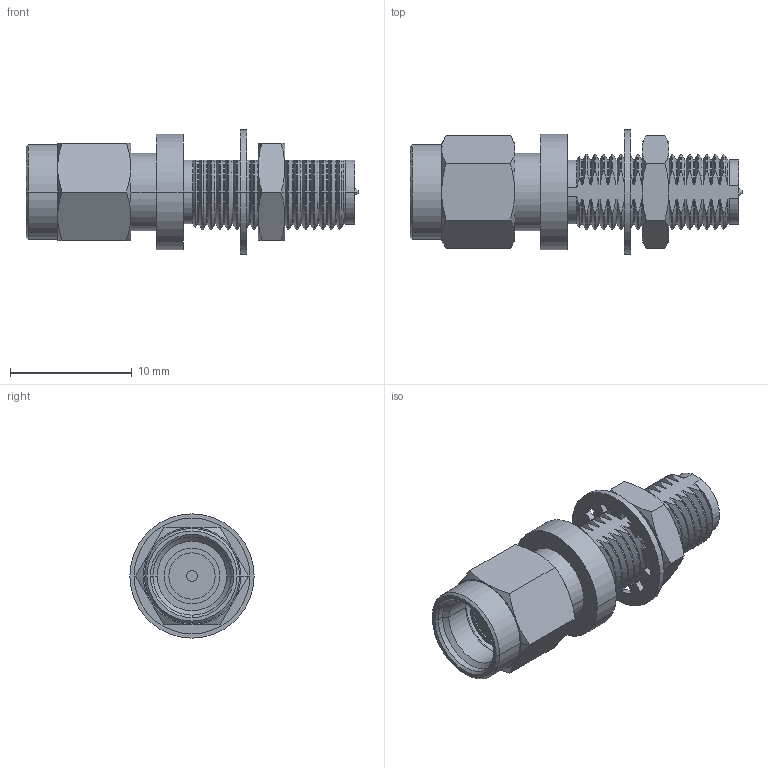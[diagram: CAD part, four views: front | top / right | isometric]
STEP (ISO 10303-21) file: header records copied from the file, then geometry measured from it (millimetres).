
FILE_DESCRIPTION (( 'STEP AP214' ), '1' );
FILE_NAME ('FMAD1732_3D.step', '2024-03-12T21:47:06', ( '' ), ( '' ), 'SwSTEP 2.0', 'SolidWorks 2022', '' );
FILE_SCHEMA (( 'AUTOMOTIVE_DESIGN' ));
Length unit declared in the file: inch
Products named in the file (5): SMA8500-4.stp; ad-a6a9-bfa.stp; AD-A6A9-BFA.stp; SMA8500-5.stp; FMAD1732_3D
Assembly tree (4 placements, depth 3):
  FMAD1732_3D
    ad-a6a9-bfa.stp
      AD-A6A9-BFA.stp
      SMA8500-4.stp
      SMA8500-5.stp
Bounding box: 27.25 x 10.2 x 10.2 mm (x, y, z)
Volume: 974.3 mm3; surface area: 1320.7 mm2
Topology: 3 solids, 3 shells, 372 faces, 869 edges, 514 vertices
Faces by surface type: cylinder 160, cone 146, plane 50, sphere 16
Entity records: 10945 total; most frequent: CARTESIAN_POINT 2171, DIRECTION 1931, ORIENTED_EDGE 1738, EDGE_CURVE 869, AXIS2_PLACEMENT_3D 782, VERTEX_POINT 514, CIRCLE 402, EDGE_LOOP 387
